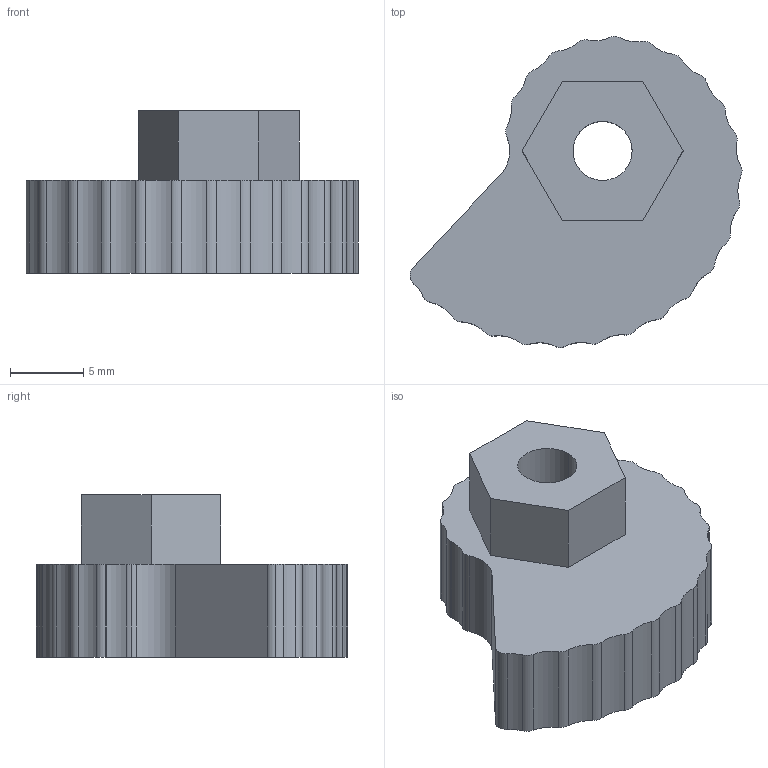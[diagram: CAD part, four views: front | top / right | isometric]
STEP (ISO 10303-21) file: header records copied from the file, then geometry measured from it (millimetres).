
FILE_DESCRIPTION (( 'STEP AP214' ), '1' );
FILE_NAME ('217-3431-STEP.STEP', '2013-12-10T18:44:54', ( '' ), ( '' ), 'SwSTEP 2.0', 'SolidWorks 2013', '' );
FILE_SCHEMA (( 'AUTOMOTIVE_DESIGN' ));
Length unit declared in the file: inch
Products named in the file (1): 217-3431-STEP
Bounding box: 22.69 x 21.26 x 11.11 mm (x, y, z)
Volume: 2254.2 mm3; surface area: 1351.2 mm2
Topology: 1 solids, 1 shells, 68 faces, 195 edges, 130 vertices
Faces by surface type: cylinder 58, plane 10
Entity records: 2365 total; most frequent: DIRECTION 449, CARTESIAN_POINT 394, ORIENTED_EDGE 390, EDGE_CURVE 195, AXIS2_PLACEMENT_3D 185, VERTEX_POINT 130, CIRCLE 116, VECTOR 79
